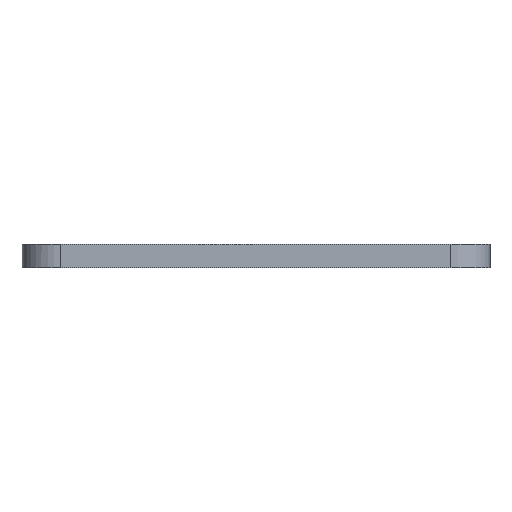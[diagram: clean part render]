
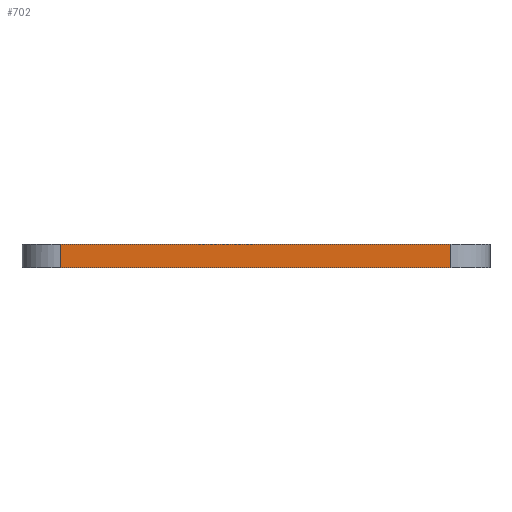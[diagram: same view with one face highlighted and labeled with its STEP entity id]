
A CAD part, front view. The second image highlights one B-rep face of the part: STEP entity #702.
In plain terms, the highlighted planar face has unit normal (0, -1, 0).
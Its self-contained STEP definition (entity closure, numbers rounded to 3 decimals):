
#63=PLANE('',#752);
#70=FACE_OUTER_BOUND('',#104,.T.);
#104=EDGE_LOOP('',(#485,#486,#487,#488));
#185=LINE('',#1067,#225);
#187=LINE('',#1073,#227);
#188=LINE('',#1075,#228);
#189=LINE('',#1076,#229);
#225=VECTOR('',#845,10.);
#227=VECTOR('',#851,10.);
#228=VECTOR('',#852,10.);
#229=VECTOR('',#853,10.);
#322=VERTEX_POINT('',#1064);
#323=VERTEX_POINT('',#1066);
#325=VERTEX_POINT('',#1072);
#326=VERTEX_POINT('',#1074);
#386=EDGE_CURVE('',#322,#323,#185,.T.);
#389=EDGE_CURVE('',#325,#322,#187,.T.);
#390=EDGE_CURVE('',#326,#325,#188,.T.);
#391=EDGE_CURVE('',#326,#323,#189,.T.);
#485=ORIENTED_EDGE('',*,*,#386,.F.);
#486=ORIENTED_EDGE('',*,*,#389,.F.);
#487=ORIENTED_EDGE('',*,*,#390,.F.);
#488=ORIENTED_EDGE('',*,*,#391,.T.);
#702=ADVANCED_FACE('',(#70),#63,.T.);
#752=AXIS2_PLACEMENT_3D('',#1071,#849,#850);
#845=DIRECTION('',(0.,0.,-1.));
#849=DIRECTION('center_axis',(0.,-1.,0.));
#850=DIRECTION('ref_axis',(1.,0.,0.));
#851=DIRECTION('',(1.,0.,0.));
#852=DIRECTION('',(0.,0.,1.));
#853=DIRECTION('',(1.,0.,0.));
#1064=CARTESIAN_POINT('',(55.,0.,3.));
#1066=CARTESIAN_POINT('',(55.,0.,0.));
#1067=CARTESIAN_POINT('',(55.,0.,0.));
#1071=CARTESIAN_POINT('Origin',(0.,0.,0.));
#1072=CARTESIAN_POINT('',(5.,0.,3.));
#1073=CARTESIAN_POINT('',(0.,0.,3.));
#1074=CARTESIAN_POINT('',(5.,0.,0.));
#1075=CARTESIAN_POINT('',(5.,0.,0.));
#1076=CARTESIAN_POINT('',(0.,0.,0.));
